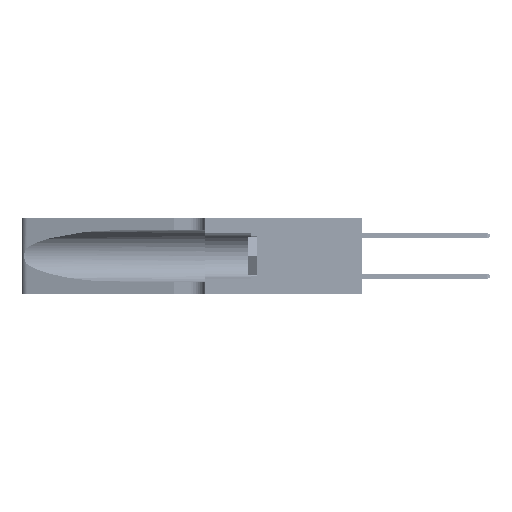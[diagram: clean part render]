
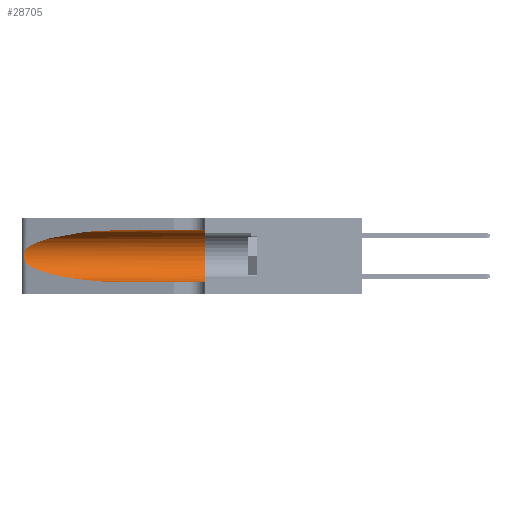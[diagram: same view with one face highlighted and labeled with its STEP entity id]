
A CAD part, left-side view. The second image highlights one B-rep face of the part: STEP entity #28705.
In plain terms, the highlighted cylindrical face has radius 3.308 mm (diameter 6.617 mm), a partial arc.
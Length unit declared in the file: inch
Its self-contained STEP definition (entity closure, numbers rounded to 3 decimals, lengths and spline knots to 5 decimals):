
#649 = ORIENTED_EDGE ( 'NONE', *, *, #26901, .F. ) ;
#707 = CARTESIAN_POINT ( 'NONE',  ( 0.2373, 1.15595, 0.08982 ) ) ;
#1314 =( BOUNDED_CURVE ( )  B_SPLINE_CURVE ( 3, ( #49596, #707, #8917, #4829 ),
 .UNSPECIFIED., .F., .T. ) 
 B_SPLINE_CURVE_WITH_KNOTS ( ( 4, 4 ),
 ( 3.44316, 4.71239 ),
 .UNSPECIFIED. ) 
 CURVE ( )  GEOMETRIC_REPRESENTATION_ITEM ( )  RATIONAL_B_SPLINE_CURVE ( ( 1., 0.87, 0.87, 1. ) ) 
 REPRESENTATION_ITEM ( '' )  );
#1582 = CARTESIAN_POINT ( 'NONE',  ( 0.25789, 1.23486, 0.15765 ) ) ;
#1934 = CARTESIAN_POINT ( 'NONE',  ( 0.25555, 1.22994, 0.2215 ) ) ;
#2855 = EDGE_CURVE ( 'NONE', #43967, #47969, #32770, .T. ) ;
#2986 = CARTESIAN_POINT ( 'NONE',  ( 0.1305, 0.35, 0.05475 ) ) ;
#3387 = EDGE_CURVE ( 'NONE', #45411, #47969, #37191, .T. ) ;
#3456 = CARTESIAN_POINT ( 'NONE',  ( 0.25487, 1.22718, 0.22369 ) ) ;
#4064 = CARTESIAN_POINT ( 'NONE',  ( 0.1305, 1.61858, 0.05475 ) ) ;
#4394 = ORIENTED_EDGE ( 'NONE', *, *, #45589, .T. ) ;
#4829 = CARTESIAN_POINT ( 'NONE',  ( 0.1305, 0.72297, 0.05475 ) ) ;
#5694 = CARTESIAN_POINT ( 'NONE',  ( 0.26075, 1.23896, 0.178 ) ) ;
#6039 = CARTESIAN_POINT ( 'NONE',  ( 0.25639, 1.23186, 0.15144 ) ) ;
#6599 = AXIS2_PLACEMENT_3D ( 'NONE', #18171, #30080, #9799 ) ;
#8917 = CARTESIAN_POINT ( 'NONE',  ( 0.18966, 0.96281, 0.05475 ) ) ;
#9604 = CARTESIAN_POINT ( 'NONE',  ( 0.26018, 1.23835, 0.19895 ) ) ;
#9783 = CARTESIAN_POINT ( 'NONE',  ( 0.25555, 1.22993, 0.14849 ) ) ;
#9799 = DIRECTION ( 'NONE',  ( 0., 0., 1. ) ) ;
#10134 = CARTESIAN_POINT ( 'NONE',  ( 0.25787, 1.23484, 0.2124 ) ) ;
#10588 = CARTESIAN_POINT ( 'NONE',  ( 0.1305, 0.72297, 0.31525 ) ) ;
#12082 = DIRECTION ( 'NONE',  ( 0., -1., 0. ) ) ;
#12809 = ORIENTED_EDGE ( 'NONE', *, *, #3387, .T. ) ;
#13718 = CARTESIAN_POINT ( 'NONE',  ( 0.25639, 1.23184, 0.21858 ) ) ;
#14455 = ORIENTED_EDGE ( 'NONE', *, *, #36639, .T. ) ;
#15573 = EDGE_LOOP ( 'NONE', ( #14455, #37906, #4394, #12809, #36341, #649 ) ) ;
#16329 = DIRECTION ( 'NONE',  ( 0., -1., 0. ) ) ;
#16368 = FACE_OUTER_BOUND ( 'NONE', #15573, .T. ) ;
#16517 = CARTESIAN_POINT ( 'NONE',  ( 0.1305, 1.61858, 0.185 ) ) ;
#18171 = CARTESIAN_POINT ( 'NONE',  ( 0.1305, 0.35, 0.185 ) ) ;
#20410 = VECTOR ( 'NONE', #34126, 39.37008 ) ;
#23571 = CARTESIAN_POINT ( 'NONE',  ( 0.18966, 0.96281, 0.31525 ) ) ;
#26001 = CARTESIAN_POINT ( 'NONE',  ( 0.26075, 1.23896, 0.19203 ) ) ;
#26152 = LINE ( 'NONE', #37572, #20410 ) ;
#26901 = EDGE_CURVE ( 'NONE', #50926, #43967, #26152, .T. ) ;
#27339 = CARTESIAN_POINT ( 'NONE',  ( 0.1305, 0.72297, 0.31525 ) ) ;
#27497 = CARTESIAN_POINT ( 'NONE',  ( 0.25487, 1.22718, 0.22369 ) ) ;
#28705 = ADVANCED_FACE ( 'NONE', ( #16368 ), #50232, .F. ) ;
#30080 = DIRECTION ( 'NONE',  ( 0., 1., 0. ) ) ;
#30431 = CARTESIAN_POINT ( 'NONE',  ( 0.26017, 1.23833, 0.17102 ) ) ;
#31364 = VERTEX_POINT ( 'NONE', #27497 ) ;
#32770 = CIRCLE ( 'NONE', #6599, 0.13025 ) ;
#33041 = CARTESIAN_POINT ( 'NONE',  ( 0.25487, 1.22718, 0.14631 ) ) ;
#34009 = CARTESIAN_POINT ( 'NONE',  ( 0.25487, 1.22718, 0.22369 ) ) ;
#34126 = DIRECTION ( 'NONE',  ( 0., -1., 0. ) ) ;
#34196 = CARTESIAN_POINT ( 'NONE',  ( 0.25856, 1.23593, 0.16098 ) ) ;
#34214 = VERTEX_POINT ( 'NONE', #33041 ) ;
#34544 = CARTESIAN_POINT ( 'NONE',  ( 0.25487, 1.22718, 0.14631 ) ) ;
#35000 = EDGE_CURVE ( 'NONE', #31364, #34214, #45482, .T. ) ;
#35347 = CARTESIAN_POINT ( 'NONE',  ( 0.2373, 1.15595, 0.28018 ) ) ;
#36341 = ORIENTED_EDGE ( 'NONE', *, *, #2855, .F. ) ;
#36639 = EDGE_CURVE ( 'NONE', #50926, #31364, #37626, .T. ) ;
#36844 = DIRECTION ( 'NONE',  ( 0., 0., -1. ) ) ;
#37191 = LINE ( 'NONE', #4064, #46795 ) ;
#37572 = CARTESIAN_POINT ( 'NONE',  ( 0.1305, 1.61858, 0.31525 ) ) ;
#37626 =( BOUNDED_CURVE ( )  B_SPLINE_CURVE ( 3, ( #10588, #23571, #35347, #3456 ),
 .UNSPECIFIED., .F., .T. ) 
 B_SPLINE_CURVE_WITH_KNOTS ( ( 4, 4 ),
 ( 1.5708, 2.84003 ),
 .UNSPECIFIED. ) 
 CURVE ( )  GEOMETRIC_REPRESENTATION_ITEM ( )  RATIONAL_B_SPLINE_CURVE ( ( 1., 0.87, 0.87, 1. ) ) 
 REPRESENTATION_ITEM ( '' )  );
#37906 = ORIENTED_EDGE ( 'NONE', *, *, #35000, .T. ) ;
#38913 = CARTESIAN_POINT ( 'NONE',  ( 0.1305, 0.35, 0.31525 ) ) ;
#40167 = CARTESIAN_POINT ( 'NONE',  ( 0.1305, 0.72297, 0.05475 ) ) ;
#42095 = CARTESIAN_POINT ( 'NONE',  ( 0.25854, 1.2359, 0.20912 ) ) ;
#43967 = VERTEX_POINT ( 'NONE', #38913 ) ;
#45411 = VERTEX_POINT ( 'NONE', #40167 ) ;
#45482 = B_SPLINE_CURVE_WITH_KNOTS ( 'NONE', 3,
 ( #34009, #1934, #13718, #10134, #42095, #9604, #26001, #5694, #30431, #34196, #1582, #6039, #9783, #34544 ),
 .UNSPECIFIED., .F., .F.,
 ( 4, 2, 2, 2, 2, 2, 4 ),
 ( 0., 0.00027, 0.00053, 0.00107, 0.0016, 0.00187, 0.00214 ),
 .UNSPECIFIED. ) ;
#45589 = EDGE_CURVE ( 'NONE', #34214, #45411, #1314, .T. ) ;
#46795 = VECTOR ( 'NONE', #16329, 39.37008 ) ;
#47969 = VERTEX_POINT ( 'NONE', #2986 ) ;
#48041 = AXIS2_PLACEMENT_3D ( 'NONE', #16517, #12082, #36844 ) ;
#49596 = CARTESIAN_POINT ( 'NONE',  ( 0.25487, 1.22718, 0.14631 ) ) ;
#50232 = CYLINDRICAL_SURFACE ( 'NONE', #48041, 0.13025 ) ;
#50926 = VERTEX_POINT ( 'NONE', #27339 ) ;
